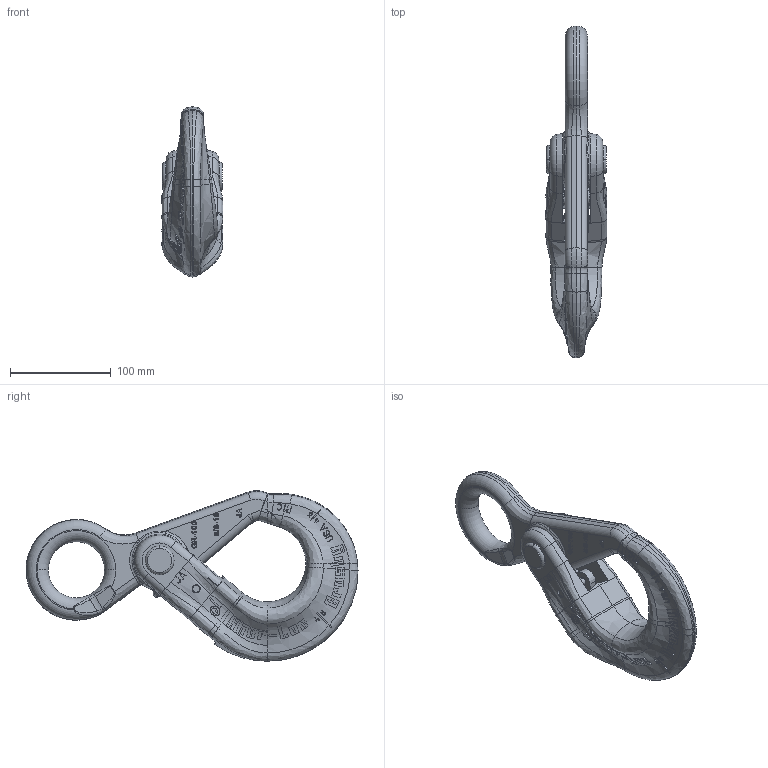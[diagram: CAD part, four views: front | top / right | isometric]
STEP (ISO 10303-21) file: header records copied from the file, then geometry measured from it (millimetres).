
FILE_DESCRIPTION((''),'2;1');
FILE_NAME('CROSBY_1316_16MM_1022_SW0001','2013-05-28T',('Alan Doughty'),('The Crosby Group LLC'),'PRO/ENGINEER BY PARAMETRIC TECHNOLOGY CORPORATION, 2012420','PRO/ENGINEER BY PARAMETRIC TECHNOLOGY CORPORATION, 2012420','');
FILE_SCHEMA(('AUTOMOTIVE_DESIGN { 1 0 10303 214 1 1 1 1 }'));
Length unit declared in the file: inch
Products named in the file (1): CROSBY_1316_16MM_1022_SW0001
Bounding box: 61.2 x 329.44 x 169.16 mm (x, y, z)
Volume: 757625 mm3; surface area: 117194 mm2
Topology: 3 solids, 3 shells, 962 faces, 2439 edges, 1550 vertices
Faces by surface type: plane 486, bspline 235, cylinder 94, extrusion 87, torus 32, cone 28
Entity records: 48866 total; most frequent: CARTESIAN_POINT 20775, ORIENTED_EDGE 4878, DIRECTION 3000, PRESENTATION_STYLE_ASSIGNMENT 2442, STYLED_ITEM 2442, CURVE_STYLE 2439, EDGE_CURVE 2439, VERTEX_POINT 1550
